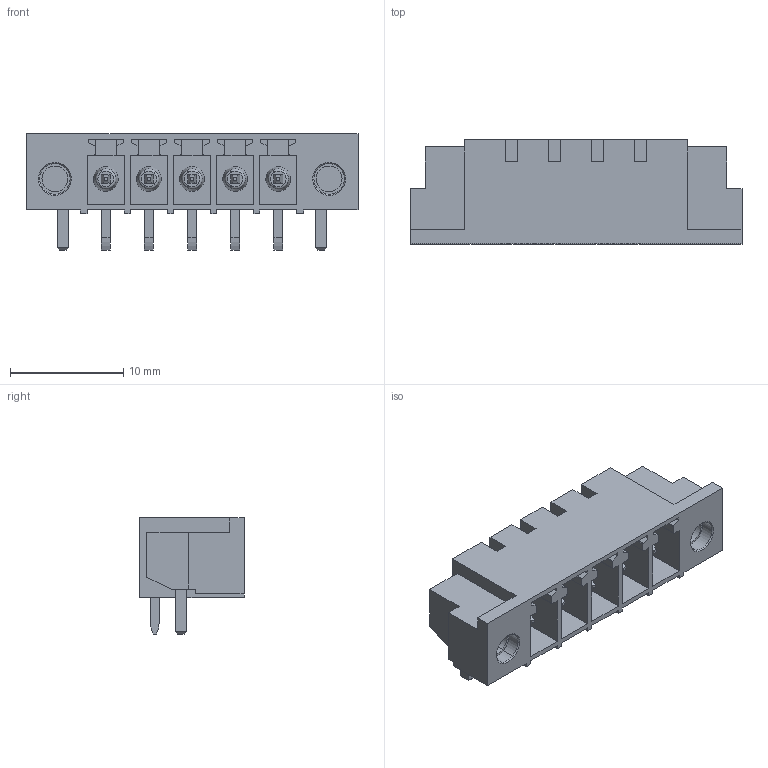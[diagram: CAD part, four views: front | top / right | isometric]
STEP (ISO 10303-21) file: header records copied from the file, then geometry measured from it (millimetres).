
FILE_DESCRIPTION(('CATIA V5 STEP','CAx-IF Rec.Pracs.--- Model Styling and Organization---1.2---2011-12-15'),'2;1');
FILE_NAME ('D1457713_0', '2018-10-11T04:52:13+00:00', ('none'), ('Weidmueller'), 'CATIA Version 5-6 Release 2014', 'CATIA V5 STEP AP214', 'none');
FILE_SCHEMA(('AUTOMOTIVE_DESIGN { 1 0 10303 214 1 1 1 1 }'));
Length unit declared in the file: millimetre
Products named in the file (1): 1863700000
Bounding box: 29.34 x 9.2 x 10.27 mm (x, y, z)
Volume: 891.7 mm3; surface area: 2275.7 mm2
Topology: 8 solids, 8 shells, 425 faces, 1219 edges, 829 vertices
Faces by surface type: plane 325, cylinder 76, cone 14, torus 10
Entity records: 12758 total; most frequent: ORIENTED_EDGE 2438, CARTESIAN_POINT 2345, DIRECTION 1659, EDGE_CURVE 1219, VECTOR 1004, LINE 1004, VERTEX_POINT 829, EDGE_LOOP 454
